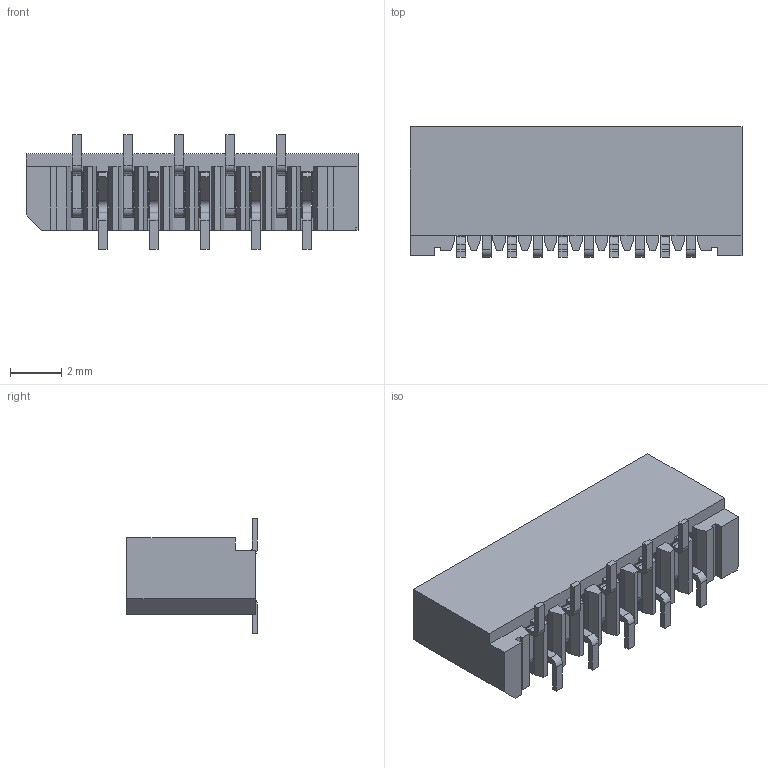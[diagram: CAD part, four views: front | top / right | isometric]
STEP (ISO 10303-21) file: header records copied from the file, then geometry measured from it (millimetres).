
FILE_DESCRIPTION((''),'2;1');
FILE_NAME('528081070','2006-07-11T',('gga'),(''),'PRO/ENGINEER BY PARAMETRIC TECHNOLOGY CORPORATION, 2003451','PRO/ENGINEER BY PARAMETRIC TECHNOLOGY CORPORATION, 2003451','');
FILE_SCHEMA(('CONFIG_CONTROL_DESIGN'));
Length unit declared in the file: millimetre
Products named in the file (1): 528081070
Bounding box: 13 x 5.1 x 4.5 mm (x, y, z)
Volume: 133.7 mm3; surface area: 505.9 mm2
Topology: 1 solids, 1 shells, 324 faces, 1006 edges, 680 vertices
Faces by surface type: plane 253, cylinder 71
Entity records: 11125 total; most frequent: CARTESIAN_POINT 1984, ORIENTED_EDGE 1932, DIRECTION 1798, EDGE_CURVE 966, VECTOR 862, LINE 862, VERTEX_POINT 640, AXIS2_PLACEMENT_3D 468
